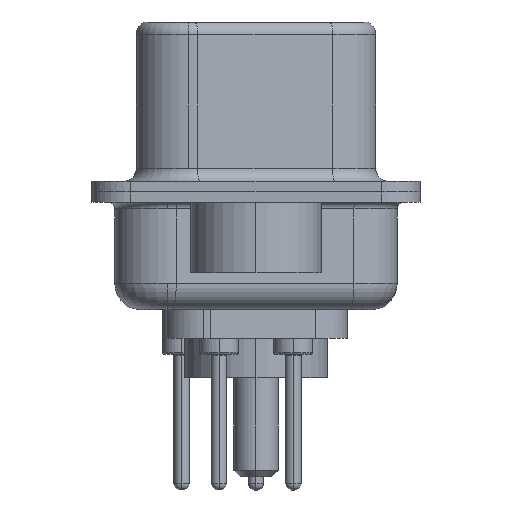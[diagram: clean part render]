
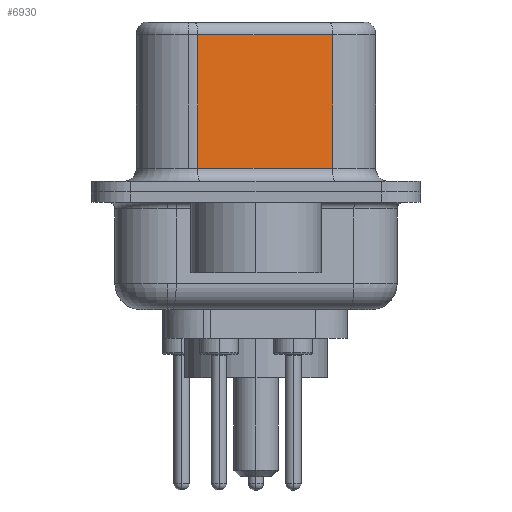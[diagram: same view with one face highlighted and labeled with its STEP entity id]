
A CAD part, left-side view. The second image highlights one B-rep face of the part: STEP entity #6930.
In plain terms, the highlighted planar face has unit normal (-0.985, -0.174, 0).
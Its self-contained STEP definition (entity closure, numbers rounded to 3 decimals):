
#272 = VERTEX_POINT ( 'NONE', #4353 ) ;
#459 = DIRECTION ( 'NONE',  ( 0.985, 0.174, 0. ) ) ;
#687 = EDGE_CURVE ( 'NONE', #272, #9931, #4900, .T. ) ;
#1346 = EDGE_CURVE ( 'NONE', #1507, #6348, #19517, .T. ) ;
#1507 = VERTEX_POINT ( 'NONE', #12252 ) ;
#1573 = CARTESIAN_POINT ( 'NONE',  ( 4.585, -2.927, 6.52 ) ) ;
#1994 = DIRECTION ( 'NONE',  ( -0.174, 0.985, 0. ) ) ;
#3618 = CARTESIAN_POINT ( 'NONE',  ( 3.675, 2.233, 6.52 ) ) ;
#3650 = VECTOR ( 'NONE', #17958, 1000. ) ;
#4247 = VECTOR ( 'NONE', #7390, 1000. ) ;
#4353 = CARTESIAN_POINT ( 'NONE',  ( 3.675, 2.233, 0.9 ) ) ;
#4654 = EDGE_CURVE ( 'NONE', #1507, #9931, #4999, .T. ) ;
#4900 = LINE ( 'NONE', #7042, #12829 ) ;
#4999 = LINE ( 'NONE', #10592, #4247 ) ;
#6283 = ORIENTED_EDGE ( 'NONE', *, *, #1346, .T. ) ;
#6348 = VERTEX_POINT ( 'NONE', #13043 ) ;
#6930 = ADVANCED_FACE ( 'NONE', ( #17990 ), #9690, .F. ) ;
#7042 = CARTESIAN_POINT ( 'NONE',  ( 4.585, -2.927, 0.9 ) ) ;
#7390 = DIRECTION ( 'NONE',  ( 0., 0., -1. ) ) ;
#9690 = PLANE ( 'NONE',  #10841 ) ;
#9931 = VERTEX_POINT ( 'NONE', #20037 ) ;
#10073 = ORIENTED_EDGE ( 'NONE', *, *, #4654, .F. ) ;
#10189 = EDGE_CURVE ( 'NONE', #6348, #272, #19515, .T. ) ;
#10592 = CARTESIAN_POINT ( 'NONE',  ( 4.585, -2.927, 6.52 ) ) ;
#10841 = AXIS2_PLACEMENT_3D ( 'NONE', #1573, #459, #16352 ) ;
#11009 = EDGE_LOOP ( 'NONE', ( #10073, #6283, #14351, #18847 ) ) ;
#11082 = VECTOR ( 'NONE', #1994, 1000. ) ;
#11852 = DIRECTION ( 'NONE',  ( 0.174, -0.985, 0. ) ) ;
#12252 = CARTESIAN_POINT ( 'NONE',  ( 4.585, -2.927, 6.02 ) ) ;
#12829 = VECTOR ( 'NONE', #11852, 1000. ) ;
#13043 = CARTESIAN_POINT ( 'NONE',  ( 3.675, 2.233, 6.02 ) ) ;
#14351 = ORIENTED_EDGE ( 'NONE', *, *, #10189, .T. ) ;
#16352 = DIRECTION ( 'NONE',  ( -0.174, 0.985, 0. ) ) ;
#17958 = DIRECTION ( 'NONE',  ( 0., 0., -1. ) ) ;
#17990 = FACE_OUTER_BOUND ( 'NONE', #11009, .T. ) ;
#18847 = ORIENTED_EDGE ( 'NONE', *, *, #687, .T. ) ;
#19214 = CARTESIAN_POINT ( 'NONE',  ( 4.585, -2.927, 6.02 ) ) ;
#19515 = LINE ( 'NONE', #3618, #3650 ) ;
#19517 = LINE ( 'NONE', #19214, #11082 ) ;
#20037 = CARTESIAN_POINT ( 'NONE',  ( 4.585, -2.927, 0.9 ) ) ;
